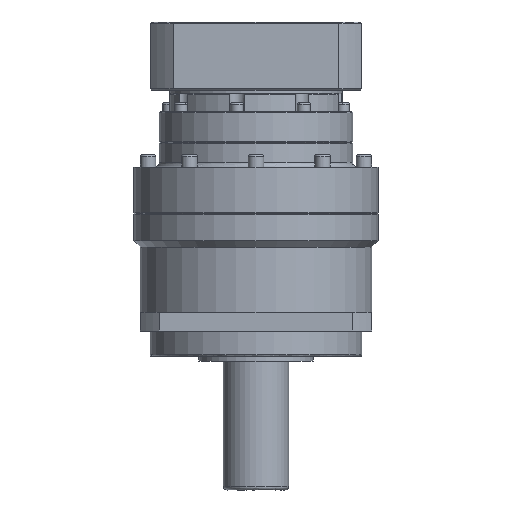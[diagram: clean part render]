
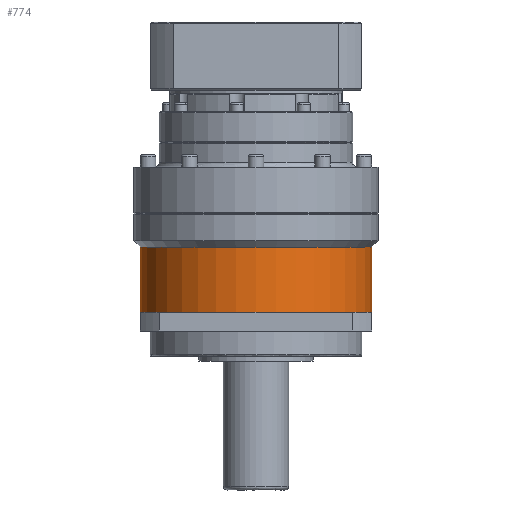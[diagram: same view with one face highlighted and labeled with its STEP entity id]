
A CAD part, front view. The second image highlights one B-rep face of the part: STEP entity #774.
In plain terms, the highlighted cylindrical face has radius 71 mm (diameter 142 mm), a partial arc.
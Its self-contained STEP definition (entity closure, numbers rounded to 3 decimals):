
#774 = ADVANCED_FACE ( 'NONE', ( #10279 ), #6631, .T. ) ;
#1558 = LINE ( 'NONE', #25703, #25639 ) ;
#2377 = CARTESIAN_POINT ( 'NONE',  ( 0., -71., -21.5 ) ) ;
#3062 = VERTEX_POINT ( 'NONE', #2377 ) ;
#3596 = VERTEX_POINT ( 'NONE', #19455 ) ;
#3841 = CARTESIAN_POINT ( 'NONE',  ( 0., 0., -21.5 ) ) ;
#4029 = CARTESIAN_POINT ( 'NONE',  ( 0., 0., 18.5 ) ) ;
#4249 = CIRCLE ( 'NONE', #6140, 71. ) ;
#4738 = CARTESIAN_POINT ( 'NONE',  ( 0., 0., -21.5 ) ) ;
#5211 = VERTEX_POINT ( 'NONE', #26741 ) ;
#5314 = CIRCLE ( 'NONE', #13844, 71. ) ;
#5645 = CIRCLE ( 'NONE', #7742, 71. ) ;
#6071 = CARTESIAN_POINT ( 'NONE',  ( -71., 0., -21.5 ) ) ;
#6140 = AXIS2_PLACEMENT_3D ( 'NONE', #3841, #20145, #6211 ) ;
#6211 = DIRECTION ( 'NONE',  ( 1., 0., 0. ) ) ;
#6272 = EDGE_CURVE ( 'NONE', #18874, #28452, #11513, .T. ) ;
#6421 = DIRECTION ( 'NONE',  ( 1., 0., 0. ) ) ;
#6631 = CYLINDRICAL_SURFACE ( 'NONE', #25936, 71. ) ;
#7137 = DIRECTION ( 'NONE',  ( 1., 0., 0. ) ) ;
#7742 = AXIS2_PLACEMENT_3D ( 'NONE', #4738, #21014, #7137 ) ;
#7812 = CARTESIAN_POINT ( 'NONE',  ( -71., 0., 18.5 ) ) ;
#9459 = DIRECTION ( 'NONE',  ( 0., 0., 1. ) ) ;
#10279 = FACE_OUTER_BOUND ( 'NONE', #22225, .T. ) ;
#11513 = LINE ( 'NONE', #15867, #16976 ) ;
#12602 = DIRECTION ( 'NONE',  ( 1., 0., 0. ) ) ;
#12694 = CARTESIAN_POINT ( 'NONE',  ( 0., 0., -21.5 ) ) ;
#12816 = ORIENTED_EDGE ( 'NONE', *, *, #28840, .T. ) ;
#13086 = DIRECTION ( 'NONE',  ( 0., 0., 1. ) ) ;
#13391 = ORIENTED_EDGE ( 'NONE', *, *, #23953, .T. ) ;
#13844 = AXIS2_PLACEMENT_3D ( 'NONE', #4029, #20330, #6421 ) ;
#13879 = EDGE_CURVE ( 'NONE', #5211, #28452, #5314, .T. ) ;
#15831 = DIRECTION ( 'NONE',  ( 0., 0., 1. ) ) ;
#15867 = CARTESIAN_POINT ( 'NONE',  ( -71., 0., -21.5 ) ) ;
#16976 = VECTOR ( 'NONE', #15831, 1000. ) ;
#18874 = VERTEX_POINT ( 'NONE', #6071 ) ;
#19455 = CARTESIAN_POINT ( 'NONE',  ( 71., 0., -21.5 ) ) ;
#19624 = ORIENTED_EDGE ( 'NONE', *, *, #6272, .F. ) ;
#20145 = DIRECTION ( 'NONE',  ( 0., 0., 1. ) ) ;
#20159 = EDGE_CURVE ( 'NONE', #3596, #5211, #1558, .T. ) ;
#20330 = DIRECTION ( 'NONE',  ( 0., 0., -1. ) ) ;
#21014 = DIRECTION ( 'NONE',  ( 0., 0., 1. ) ) ;
#22225 = EDGE_LOOP ( 'NONE', ( #19624, #12816, #13391, #29092, #23766 ) ) ;
#23766 = ORIENTED_EDGE ( 'NONE', *, *, #13879, .T. ) ;
#23953 = EDGE_CURVE ( 'NONE', #3062, #3596, #4249, .T. ) ;
#25639 = VECTOR ( 'NONE', #9459, 1000. ) ;
#25703 = CARTESIAN_POINT ( 'NONE',  ( 71., 0., -21.5 ) ) ;
#25936 = AXIS2_PLACEMENT_3D ( 'NONE', #12694, #13086, #12602 ) ;
#26741 = CARTESIAN_POINT ( 'NONE',  ( 71., 0., 18.5 ) ) ;
#28452 = VERTEX_POINT ( 'NONE', #7812 ) ;
#28840 = EDGE_CURVE ( 'NONE', #18874, #3062, #5645, .T. ) ;
#29092 = ORIENTED_EDGE ( 'NONE', *, *, #20159, .T. ) ;
